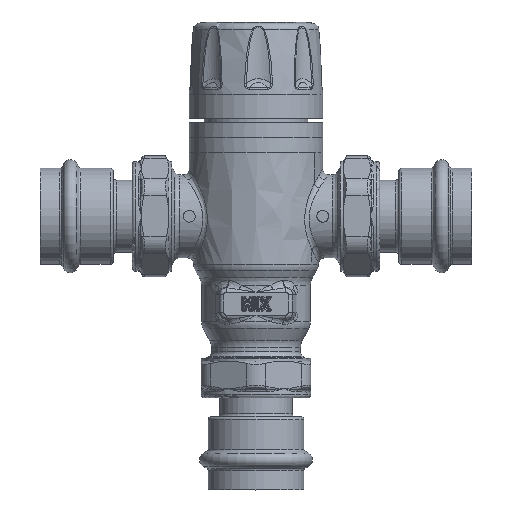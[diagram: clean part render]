
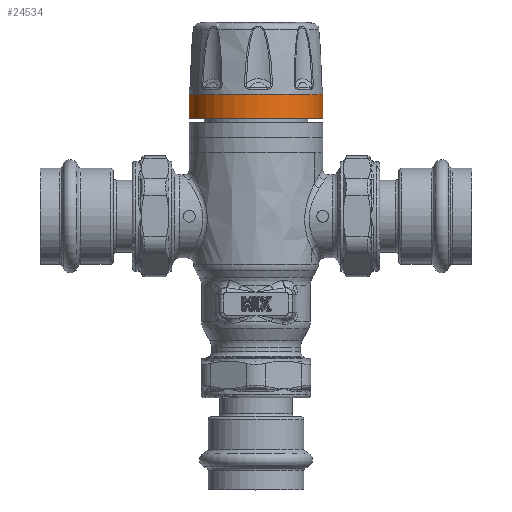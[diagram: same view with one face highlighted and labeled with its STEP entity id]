
A CAD part, top view. The second image highlights one B-rep face of the part: STEP entity #24534.
In plain terms, the highlighted cylindrical face has radius 22.5 mm (diameter 45 mm), a full revolution.
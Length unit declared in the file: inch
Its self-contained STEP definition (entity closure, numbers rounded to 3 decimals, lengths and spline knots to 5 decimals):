
#2605=FACE_OUTER_BOUND('',#4197,.T.);
#4197=EDGE_LOOP('',(#18994,#18995,#18996,#18997,#18998));
#5617=CIRCLE('',#26747,0.88583);
#5618=CIRCLE('',#26748,0.88583);
#5619=CIRCLE('',#26749,0.88583);
#6874=LINE('',#72435,#7808);
#7808=VECTOR('',#31801,0.88583);
#10140=VERTEX_POINT('',#72430);
#10141=VERTEX_POINT('',#72431);
#10142=VERTEX_POINT('',#72434);
#13170=EDGE_CURVE('',#10140,#10141,#5617,.T.);
#13171=EDGE_CURVE('',#10141,#10140,#5618,.T.);
#13172=EDGE_CURVE('',#10141,#10142,#6874,.T.);
#13173=EDGE_CURVE('',#10142,#10142,#5619,.T.);
#18994=ORIENTED_EDGE('',*,*,#13170,.F.);
#18995=ORIENTED_EDGE('',*,*,#13171,.F.);
#18996=ORIENTED_EDGE('',*,*,#13172,.T.);
#18997=ORIENTED_EDGE('',*,*,#13173,.T.);
#18998=ORIENTED_EDGE('',*,*,#13172,.F.);
#21801=CYLINDRICAL_SURFACE('',#26746,0.88583);
#24534=ADVANCED_FACE('',(#2605),#21801,.T.);
#26746=AXIS2_PLACEMENT_3D('',#72429,#31795,#31796);
#26747=AXIS2_PLACEMENT_3D('',#72432,#31797,#31798);
#26748=AXIS2_PLACEMENT_3D('',#72433,#31799,#31800);
#26749=AXIS2_PLACEMENT_3D('',#72436,#31802,#31803);
#31795=DIRECTION('center_axis',(0.,1.,0.));
#31796=DIRECTION('ref_axis',(-0.859,0.,0.512));
#31797=DIRECTION('center_axis',(0.,1.,0.));
#31798=DIRECTION('ref_axis',(0.,0.,-1.));
#31799=DIRECTION('center_axis',(0.,1.,0.));
#31800=DIRECTION('ref_axis',(0.,0.,-1.));
#31801=DIRECTION('',(0.,-1.,0.));
#31802=DIRECTION('center_axis',(0.,1.,0.));
#31803=DIRECTION('ref_axis',(0.,0.,-1.));
#72429=CARTESIAN_POINT('Origin',(0.,1.95276,
0.));
#72430=CARTESIAN_POINT('',(-0.76088,1.61811,0.4536));
#72431=CARTESIAN_POINT('',(0.76088,1.61811,-0.4536));
#72432=CARTESIAN_POINT('Origin',(0.,1.61811,
0.));
#72433=CARTESIAN_POINT('Origin',(0.,1.61811,
0.));
#72434=CARTESIAN_POINT('',(0.76088,1.30315,-0.4536));
#72435=CARTESIAN_POINT('',(0.76088,1.95276,-0.4536));
#72436=CARTESIAN_POINT('Origin',(0.,1.30315,
0.));
